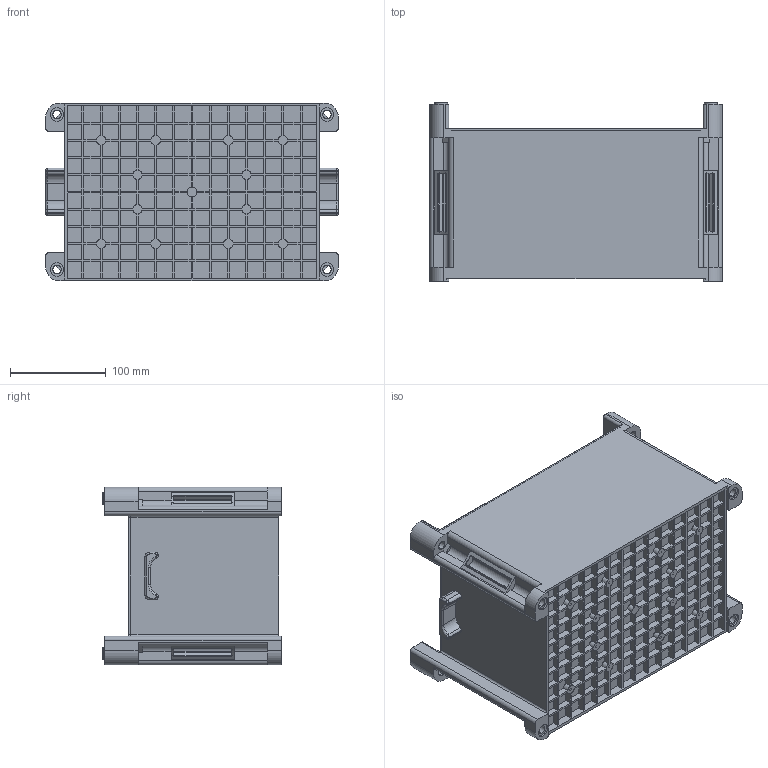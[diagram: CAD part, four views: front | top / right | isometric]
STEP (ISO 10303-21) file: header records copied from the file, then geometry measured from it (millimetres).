
FILE_DESCRIPTION (( 'STEP AP214' ), '1' );
FILE_NAME ('CaseMain.STEP', '2016-03-09T19:30:57', ( '' ), ( '' ), 'SwSTEP 2.0', 'SolidWorks 2016', '' );
FILE_SCHEMA (( 'AUTOMOTIVE_DESIGN' ));
Length unit declared in the file: millimetre
Products named in the file (1): CaseMain
Bounding box: 306 x 186.8 x 186 mm (x, y, z)
Volume: 978139.3 mm3; surface area: 495767.7 mm2
Topology: 1 solids, 1 shells, 1335 faces, 3422 edges, 2260 vertices
Faces by surface type: plane 881, cylinder 338, bspline 64, torus 40, cone 12
Entity records: 45258 total; most frequent: CARTESIAN_POINT 12466, ORIENTED_EDGE 6844, DIRECTION 6550, EDGE_CURVE 3422, LINE 2534, VECTOR 2534, VERTEX_POINT 2260, AXIS2_PLACEMENT_3D 2008
